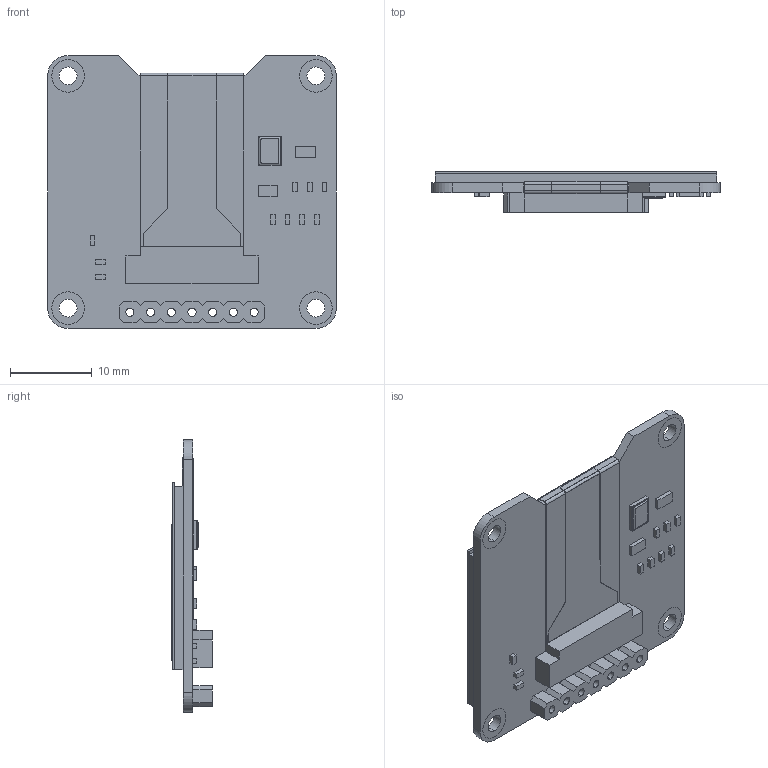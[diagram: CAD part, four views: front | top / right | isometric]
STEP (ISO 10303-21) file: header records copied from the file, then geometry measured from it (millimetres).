
FILE_DESCRIPTION (( 'STEP AP214' ), '1' );
FILE_NAME ('AOM12864A0-1.3BW-ANO.STEP', '2025-10-09T21:35:19', ( '' ), ( '' ), 'SwSTEP 2.0', 'SolidWorks 2021', '' );
FILE_SCHEMA (( 'AUTOMOTIVE_DESIGN' ));
Length unit declared in the file: millimetre
Products named in the file (1): AOM12864A0-1.3BW-ANO
Bounding box: 35.4 x 5 x 33.5 mm (x, y, z)
Volume: 2717.5 mm3; surface area: 7178.8 mm2
Topology: 35 solids, 35 shells, 375 faces, 912 edges, 608 vertices
Faces by surface type: plane 263, cylinder 112
Entity records: 11438 total; most frequent: CARTESIAN_POINT 1920, DIRECTION 1872, ORIENTED_EDGE 1824, EDGE_CURVE 912, LINE 688, VECTOR 688, VERTEX_POINT 608, AXIS2_PLACEMENT_3D 592
